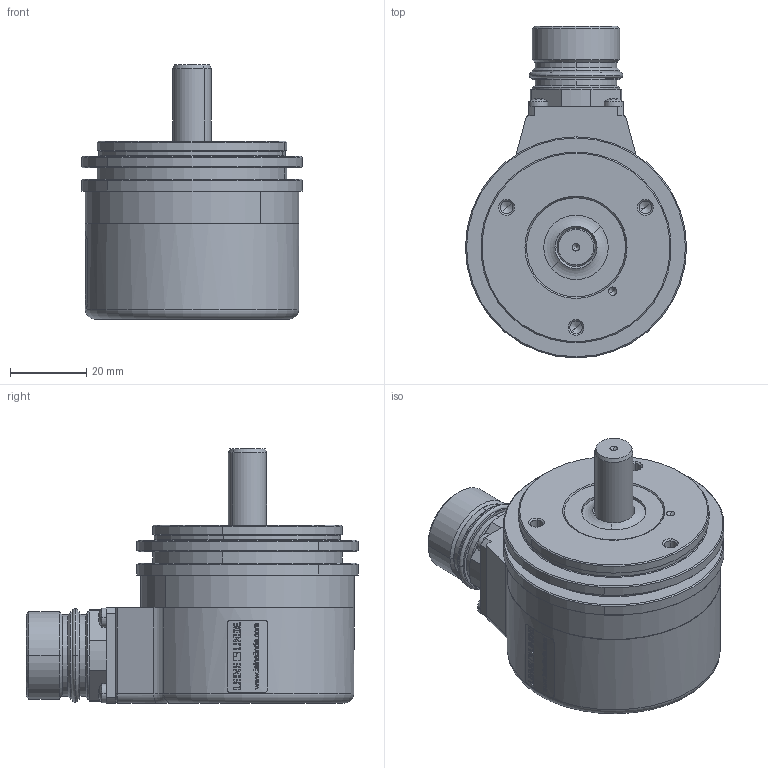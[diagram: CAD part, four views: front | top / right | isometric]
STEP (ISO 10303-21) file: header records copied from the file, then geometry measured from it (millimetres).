
FILE_DESCRIPTION((''),'2;1');
FILE_NAME('576219','2011-01-13T',('se2802'),(''),'PRO/ENGINEER BY PARAMETRIC TECHNOLOGY CORPORATION, 2010180','PRO/ENGINEER BY PARAMETRIC TECHNOLOGY CORPORATION, 2010180','');
FILE_SCHEMA(('CONFIG_CONTROL_DESIGN'));
Length unit declared in the file: millimetre
Products named in the file (1): 576219
Bounding box: 58 x 87.1 x 66.7 mm (x, y, z)
Volume: 71948.3 mm3; surface area: 39300.3 mm2
Topology: 3 solids, 3 shells, 1170 faces, 2982 edges, 1945 vertices
Faces by surface type: plane 371, cylinder 342, extrusion 324, cone 84, torus 39, sphere 8, bspline 2
Entity records: 40266 total; most frequent: CARTESIAN_POINT 12911, ORIENTED_EDGE 5940, DIRECTION 4956, EDGE_CURVE 2970, VERTEX_POINT 1945, AXIS2_PLACEMENT_3D 1720, VECTOR 1516, EDGE_LOOP 1313
